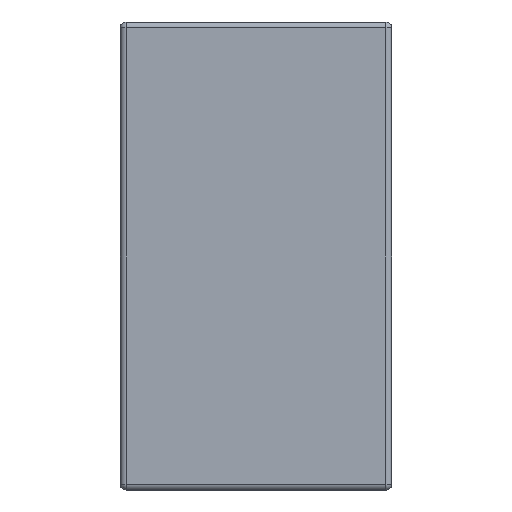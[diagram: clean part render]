
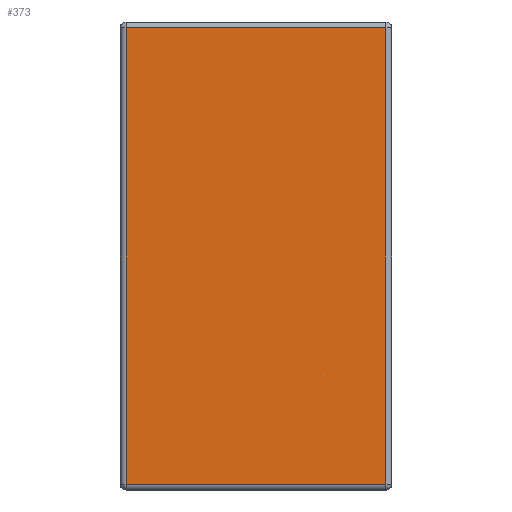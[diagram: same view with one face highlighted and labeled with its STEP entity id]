
A CAD part, left-side view. The second image highlights one B-rep face of the part: STEP entity #373.
In plain terms, the highlighted planar face has unit normal (-1, 0, 0).
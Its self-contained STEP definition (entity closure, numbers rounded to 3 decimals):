
#18 = CARTESIAN_POINT ( 'NONE',  ( -9.55, 0.1, -0.1 ) ) ;
#21 = DIRECTION ( 'NONE',  ( 0., 1., 0. ) ) ;
#34 = CARTESIAN_POINT ( 'NONE',  ( -9.55, 4.6, -0.1 ) ) ;
#42 = CARTESIAN_POINT ( 'NONE',  ( -9.55, 4.7, -0.1 ) ) ;
#72 = ORIENTED_EDGE ( 'NONE', *, *, #832, .T. ) ;
#137 = VECTOR ( 'NONE', #637, 1000. ) ;
#141 = ORIENTED_EDGE ( 'NONE', *, *, #866, .T. ) ;
#195 = EDGE_LOOP ( 'NONE', ( #141, #863, #643, #72 ) ) ;
#288 = VERTEX_POINT ( 'NONE', #1293 ) ;
#373 = ADVANCED_FACE ( 'NONE', ( #855 ), #879, .T. ) ;
#437 = CARTESIAN_POINT ( 'NONE',  ( -9.55, 4.7, 0. ) ) ;
#473 = EDGE_CURVE ( 'NONE', #288, #1688, #1749, .T. ) ;
#474 = VERTEX_POINT ( 'NONE', #34 ) ;
#529 = VERTEX_POINT ( 'NONE', #18 ) ;
#637 = DIRECTION ( 'NONE',  ( 0., -1., 0. ) ) ;
#643 = ORIENTED_EDGE ( 'NONE', *, *, #473, .T. ) ;
#683 = CARTESIAN_POINT ( 'NONE',  ( -9.55, 0.1, -8. ) ) ;
#728 = EDGE_CURVE ( 'NONE', #474, #288, #1424, .T. ) ;
#773 = VECTOR ( 'NONE', #21, 1000. ) ;
#784 = DIRECTION ( 'NONE',  ( 0., 0., 1. ) ) ;
#832 = EDGE_CURVE ( 'NONE', #1688, #529, #1162, .T. ) ;
#855 = FACE_OUTER_BOUND ( 'NONE', #195, .T. ) ;
#863 = ORIENTED_EDGE ( 'NONE', *, *, #728, .T. ) ;
#866 = EDGE_CURVE ( 'NONE', #529, #474, #1868, .T. ) ;
#879 = PLANE ( 'NONE',  #1288 ) ;
#1007 = VECTOR ( 'NONE', #784, 1000. ) ;
#1023 = VECTOR ( 'NONE', #1277, 1000. ) ;
#1025 = DIRECTION ( 'NONE',  ( 0., 0., 1. ) ) ;
#1162 = LINE ( 'NONE', #1521, #1007 ) ;
#1217 = CARTESIAN_POINT ( 'NONE',  ( -9.55, 4.6, 0. ) ) ;
#1277 = DIRECTION ( 'NONE',  ( 0., 0., -1. ) ) ;
#1288 = AXIS2_PLACEMENT_3D ( 'NONE', #437, #1328, #1025 ) ;
#1293 = CARTESIAN_POINT ( 'NONE',  ( -9.55, 4.6, -8. ) ) ;
#1328 = DIRECTION ( 'NONE',  ( -1., 0., 0. ) ) ;
#1377 = CARTESIAN_POINT ( 'NONE',  ( -9.55, 4.7, -8. ) ) ;
#1424 = LINE ( 'NONE', #1217, #1023 ) ;
#1521 = CARTESIAN_POINT ( 'NONE',  ( -9.55, 0.1, 0. ) ) ;
#1688 = VERTEX_POINT ( 'NONE', #683 ) ;
#1749 = LINE ( 'NONE', #1377, #137 ) ;
#1868 = LINE ( 'NONE', #42, #773 ) ;
